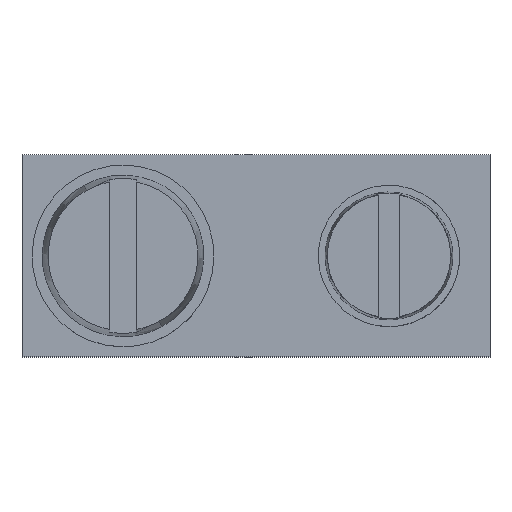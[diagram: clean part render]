
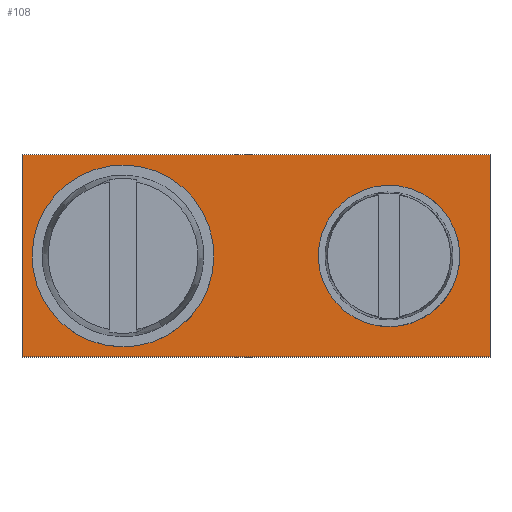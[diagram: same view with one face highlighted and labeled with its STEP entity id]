
A CAD part, top view. The second image highlights one B-rep face of the part: STEP entity #108.
In plain terms, the highlighted planar face has unit normal (0, 0, 1).
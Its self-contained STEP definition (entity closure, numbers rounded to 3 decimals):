
#36=AXIS2_PLACEMENT_3D('Plane Axis2P3D',#33,#34,#35) ;
#74=AXIS2_PLACEMENT_3D('Circle Axis2P3D',#72,#73,$) ;
#83=AXIS2_PLACEMENT_3D('Circle Axis2P3D',#81,#82,$) ;
#92=AXIS2_PLACEMENT_3D('Circle Axis2P3D',#90,#91,$) ;
#101=AXIS2_PLACEMENT_3D('Circle Axis2P3D',#99,#100,$) ;
#33=CARTESIAN_POINT('Axis2P3D Location',(3.,1.5,20.351)) ;
#38=CARTESIAN_POINT('Line Origine',(0.,3.,20.351)) ;
#42=CARTESIAN_POINT('Vertex',(0.,0.,20.351)) ;
#44=CARTESIAN_POINT('Vertex',(0.,6.,20.351)) ;
#47=CARTESIAN_POINT('Line Origine',(6.95,0.,20.351)) ;
#51=CARTESIAN_POINT('Vertex',(13.9,0.,20.351)) ;
#54=CARTESIAN_POINT('Line Origine',(13.9,3.,20.351)) ;
#58=CARTESIAN_POINT('Vertex',(13.9,6.,20.351)) ;
#61=CARTESIAN_POINT('Line Origine',(6.95,6.,20.351)) ;
#72=CARTESIAN_POINT('Axis2P3D Location',(3.,3.,20.351)) ;
#76=CARTESIAN_POINT('Vertex',(1.706,5.369,20.351)) ;
#78=CARTESIAN_POINT('Vertex',(4.294,0.631,20.351)) ;
#81=CARTESIAN_POINT('Axis2P3D Location',(3.,3.,20.351)) ;
#90=CARTESIAN_POINT('Axis2P3D Location',(10.9,3.,20.351)) ;
#94=CARTESIAN_POINT('Vertex',(11.907,4.843,20.351)) ;
#96=CARTESIAN_POINT('Vertex',(9.893,1.157,20.351)) ;
#99=CARTESIAN_POINT('Axis2P3D Location',(10.9,3.,20.351)) ;
#34=DIRECTION('Axis2P3D Direction',(0.,0.,1.)) ;
#35=DIRECTION('Axis2P3D XDirection',(1.,0.,0.)) ;
#39=DIRECTION('Vector Direction',(0.,1.,0.)) ;
#48=DIRECTION('Vector Direction',(-1.,0.,0.)) ;
#55=DIRECTION('Vector Direction',(0.,1.,0.)) ;
#62=DIRECTION('Vector Direction',(-1.,0.,0.)) ;
#73=DIRECTION('Axis2P3D Direction',(0.,0.,1.)) ;
#82=DIRECTION('Axis2P3D Direction',(0.,0.,1.)) ;
#91=DIRECTION('Axis2P3D Direction',(0.,0.,1.)) ;
#100=DIRECTION('Axis2P3D Direction',(0.,0.,1.)) ;
#40=VECTOR('Line Direction',#39,1.) ;
#49=VECTOR('Line Direction',#48,1.) ;
#56=VECTOR('Line Direction',#55,1.) ;
#63=VECTOR('Line Direction',#62,1.) ;
#67=ORIENTED_EDGE('',*,*,#46,.F.) ;
#68=ORIENTED_EDGE('',*,*,#53,.T.) ;
#69=ORIENTED_EDGE('',*,*,#60,.T.) ;
#70=ORIENTED_EDGE('',*,*,#65,.F.) ;
#87=ORIENTED_EDGE('',*,*,#80,.F.) ;
#88=ORIENTED_EDGE('',*,*,#85,.F.) ;
#105=ORIENTED_EDGE('',*,*,#98,.T.) ;
#106=ORIENTED_EDGE('',*,*,#103,.T.) ;
#89=FACE_BOUND('',#86,.T.) ;
#107=FACE_BOUND('',#104,.T.) ;
#108=ADVANCED_FACE('Koerper.2',(#71,#89,#107),#37,.T.) ;
#75=CIRCLE('generated circle',#74,2.7) ;
#84=CIRCLE('generated circle',#83,2.7) ;
#93=CIRCLE('generated circle',#92,2.1) ;
#102=CIRCLE('generated circle',#101,2.1) ;
#46=EDGE_CURVE('',#43,#45,#41,.T.) ;
#53=EDGE_CURVE('',#43,#52,#50,.F.) ;
#60=EDGE_CURVE('',#52,#59,#57,.T.) ;
#65=EDGE_CURVE('',#45,#59,#64,.F.) ;
#80=EDGE_CURVE('',#77,#79,#75,.T.) ;
#85=EDGE_CURVE('',#79,#77,#84,.T.) ;
#98=EDGE_CURVE('',#95,#97,#93,.F.) ;
#103=EDGE_CURVE('',#97,#95,#102,.F.) ;
#66=EDGE_LOOP('',(#67,#68,#69,#70)) ;
#86=EDGE_LOOP('',(#87,#88)) ;
#104=EDGE_LOOP('',(#105,#106)) ;
#71=FACE_OUTER_BOUND('',#66,.T.) ;
#41=LINE('Line',#38,#40) ;
#50=LINE('Line',#47,#49) ;
#57=LINE('Line',#54,#56) ;
#64=LINE('Line',#61,#63) ;
#37=PLANE('',#36) ;
#43=VERTEX_POINT('',#42) ;
#45=VERTEX_POINT('',#44) ;
#52=VERTEX_POINT('',#51) ;
#59=VERTEX_POINT('',#58) ;
#77=VERTEX_POINT('',#76) ;
#79=VERTEX_POINT('',#78) ;
#95=VERTEX_POINT('',#94) ;
#97=VERTEX_POINT('',#96) ;
